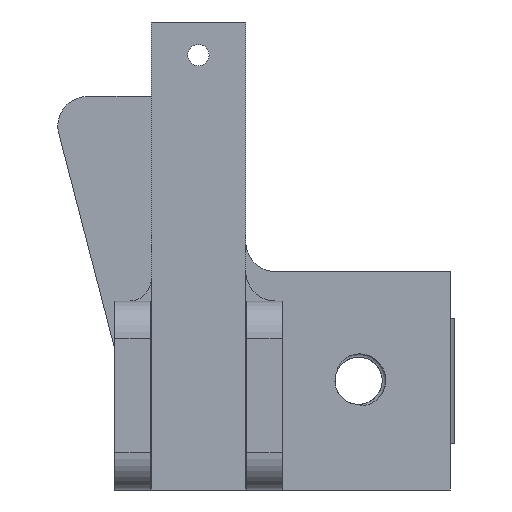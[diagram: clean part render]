
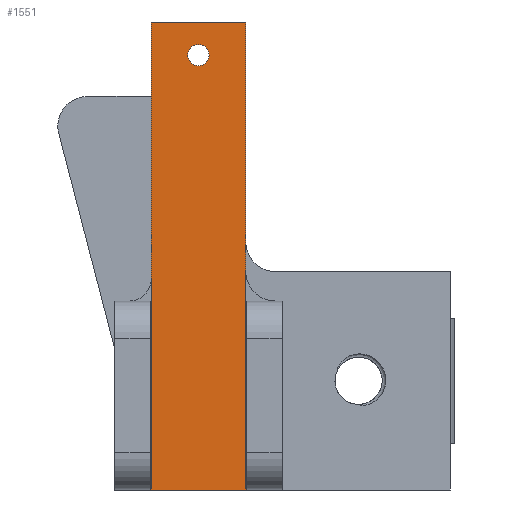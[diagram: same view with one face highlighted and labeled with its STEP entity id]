
A CAD part, front view. The second image highlights one B-rep face of the part: STEP entity #1551.
In plain terms, the highlighted planar face has unit normal (0, -1, 0).
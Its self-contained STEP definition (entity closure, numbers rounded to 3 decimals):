
#60=FACE_BOUND('',#247,.T.);
#88=PLANE('',#1703);
#155=FACE_OUTER_BOUND('',#246,.T.);
#246=EDGE_LOOP('',(#1362,#1363,#1364,#1365));
#247=EDGE_LOOP('',(#1366));
#343=LINE('',#3258,#489);
#346=LINE('',#3263,#492);
#383=LINE('',#3363,#529);
#398=LINE('',#3409,#544);
#489=VECTOR('',#1922,10.);
#492=VECTOR('',#1927,10.);
#529=VECTOR('',#2016,10.);
#544=VECTOR('',#2075,10.);
#592=CIRCLE('',#1663,2.863);
#714=VERTEX_POINT('',#3255);
#715=VERTEX_POINT('',#3257);
#716=VERTEX_POINT('',#3262);
#729=VERTEX_POINT('',#3294);
#753=VERTEX_POINT('',#3361);
#897=EDGE_CURVE('',#714,#715,#343,.T.);
#900=EDGE_CURVE('',#716,#715,#346,.T.);
#917=EDGE_CURVE('',#729,#729,#592,.T.);
#954=EDGE_CURVE('',#753,#714,#383,.T.);
#977=EDGE_CURVE('',#716,#753,#398,.T.);
#1362=ORIENTED_EDGE('',*,*,#954,.F.);
#1363=ORIENTED_EDGE('',*,*,#977,.F.);
#1364=ORIENTED_EDGE('',*,*,#900,.T.);
#1365=ORIENTED_EDGE('',*,*,#897,.F.);
#1366=ORIENTED_EDGE('',*,*,#917,.F.);
#1551=ADVANCED_FACE('',(#155,#60),#88,.F.);
#1663=AXIS2_PLACEMENT_3D('',#3296,#1954,#1955);
#1703=AXIS2_PLACEMENT_3D('',#3408,#2073,#2074);
#1922=DIRECTION('',(0.,0.,1.));
#1927=DIRECTION('',(-1.,0.,0.));
#1954=DIRECTION('center_axis',(0.,-1.,0.));
#1955=DIRECTION('ref_axis',(-1.,0.,0.));
#2016=DIRECTION('',(-1.,0.,0.));
#2073=DIRECTION('center_axis',(0.,1.,0.));
#2074=DIRECTION('ref_axis',(0.,0.,-1.));
#2075=DIRECTION('',(0.,0.,-1.));
#3255=CARTESIAN_POINT('',(32.299,-10.,-25.4));
#3257=CARTESIAN_POINT('',(32.299,-10.,100.4));
#3258=CARTESIAN_POINT('',(32.299,-10.,55.));
#3262=CARTESIAN_POINT('',(57.699,-10.,100.4));
#3263=CARTESIAN_POINT('',(57.699,-10.,100.4));
#3294=CARTESIAN_POINT('',(47.863,-10.,91.508));
#3296=CARTESIAN_POINT('Origin',(44.999,-10.,91.508));
#3361=CARTESIAN_POINT('',(57.699,-10.,-25.4));
#3363=CARTESIAN_POINT('',(44.999,-10.,-25.4));
#3408=CARTESIAN_POINT('Origin',(44.999,-10.,0.));
#3409=CARTESIAN_POINT('',(57.699,-10.,-76.2));
